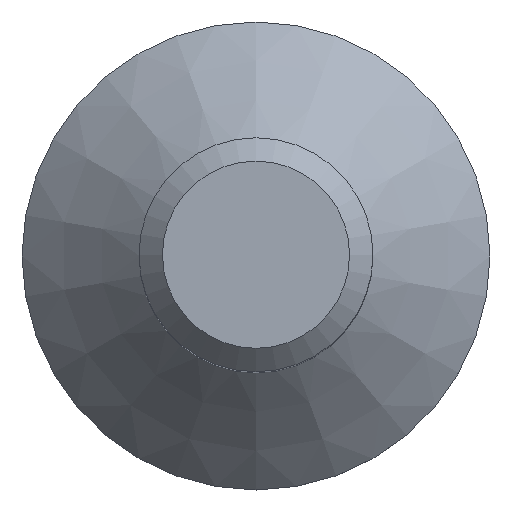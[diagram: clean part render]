
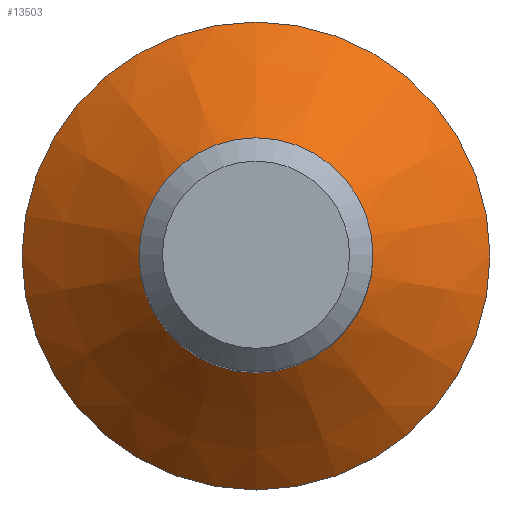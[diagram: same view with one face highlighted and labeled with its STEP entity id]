
A CAD part, top view. The second image highlights one B-rep face of the part: STEP entity #13503.
In plain terms, the highlighted conical face has half-angle 45 degrees and reference radius 8 mm.
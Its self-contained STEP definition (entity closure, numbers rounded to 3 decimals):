
#240 = EDGE_LOOP ( 'NONE', ( #6991 ) ) ;
#1740 = FACE_BOUND ( 'NONE', #3956, .T. ) ;
#3157 = CONICAL_SURFACE ( 'NONE', #12084, 8., 0.785 ) ;
#3186 = CARTESIAN_POINT ( 'NONE',  ( 0., 0., 4.4 ) ) ;
#3373 = CARTESIAN_POINT ( 'NONE',  ( 0., 0., 0.4 ) ) ;
#3399 = AXIS2_PLACEMENT_3D ( 'NONE', #10412, #10364, #13617 ) ;
#3515 = DIRECTION ( 'NONE',  ( 0., 0., -1. ) ) ;
#3956 = EDGE_LOOP ( 'NONE', ( #12958 ) ) ;
#4593 = DIRECTION ( 'NONE',  ( 0., 1., 0. ) ) ;
#5260 = VERTEX_POINT ( 'NONE', #11567 ) ;
#5468 = DIRECTION ( 'NONE',  ( 0., 1., 0. ) ) ;
#6043 = CARTESIAN_POINT ( 'NONE',  ( 0., 8., 0.4 ) ) ;
#6085 = CIRCLE ( 'NONE', #3399, 8. ) ;
#6991 = ORIENTED_EDGE ( 'NONE', *, *, #8320, .F. ) ;
#8320 = EDGE_CURVE ( 'NONE', #9867, #9867, #6085, .T. ) ;
#8489 = FACE_OUTER_BOUND ( 'NONE', #240, .T. ) ;
#8696 = DIRECTION ( 'NONE',  ( 0., 0., -1. ) ) ;
#8727 = CIRCLE ( 'NONE', #8902, 4. ) ;
#8902 = AXIS2_PLACEMENT_3D ( 'NONE', #3186, #8696, #5468 ) ;
#9195 = EDGE_CURVE ( 'NONE', #5260, #5260, #8727, .T. ) ;
#9867 = VERTEX_POINT ( 'NONE', #6043 ) ;
#10364 = DIRECTION ( 'NONE',  ( 0., 0., -1. ) ) ;
#10412 = CARTESIAN_POINT ( 'NONE',  ( 0., 0., 0.4 ) ) ;
#11567 = CARTESIAN_POINT ( 'NONE',  ( 0., 4., 4.4 ) ) ;
#12084 = AXIS2_PLACEMENT_3D ( 'NONE', #3373, #3515, #4593 ) ;
#12958 = ORIENTED_EDGE ( 'NONE', *, *, #9195, .T. ) ;
#13503 = ADVANCED_FACE ( 'NONE', ( #8489, #1740 ), #3157, .T. ) ;
#13617 = DIRECTION ( 'NONE',  ( 0., 1., 0. ) ) ;
